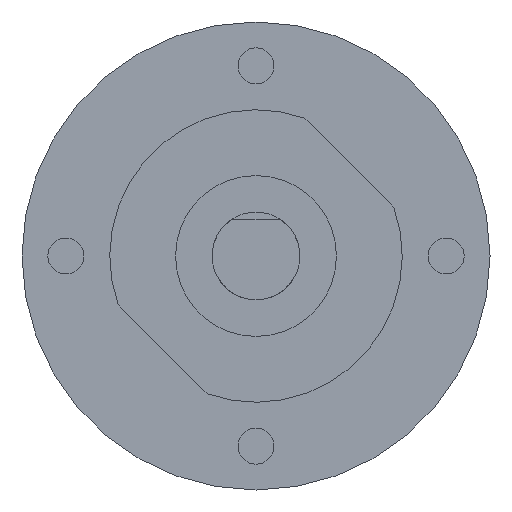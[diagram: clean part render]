
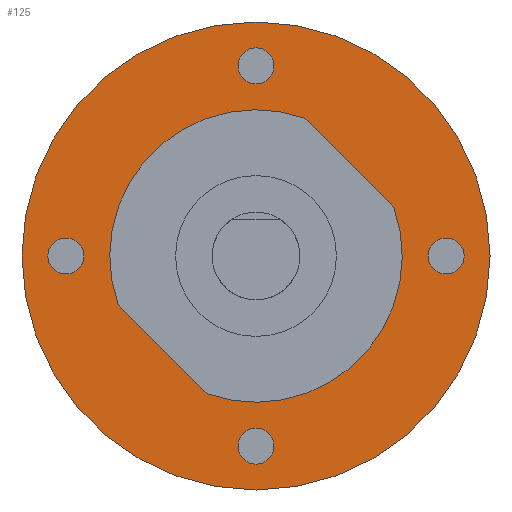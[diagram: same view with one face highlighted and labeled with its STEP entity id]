
A CAD part, front view. The second image highlights one B-rep face of the part: STEP entity #125.
In plain terms, the highlighted planar face has unit normal (0, -1, 0).
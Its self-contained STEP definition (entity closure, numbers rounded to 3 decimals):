
#125 = ADVANCED_FACE( '', ( #271, #272, #273, #274, #275, #276 ), #277, .F. );
#271 = FACE_BOUND( '', #434, .T. );
#272 = FACE_BOUND( '', #435, .T. );
#273 = FACE_BOUND( '', #436, .T. );
#274 = FACE_BOUND( '', #437, .T. );
#275 = FACE_OUTER_BOUND( '', #438, .T. );
#276 = FACE_BOUND( '', #439, .T. );
#277 = PLANE( '', #440 );
#434 = EDGE_LOOP( '', ( #686 ) );
#435 = EDGE_LOOP( '', ( #687 ) );
#436 = EDGE_LOOP( '', ( #688 ) );
#437 = EDGE_LOOP( '', ( #689 ) );
#438 = EDGE_LOOP( '', ( #690 ) );
#439 = EDGE_LOOP( '', ( #691, #692, #693, #694 ) );
#440 = AXIS2_PLACEMENT_3D( '', #695, #696, #697 );
#686 = ORIENTED_EDGE( '', *, *, #853, .T. );
#687 = ORIENTED_EDGE( '', *, *, #878, .T. );
#688 = ORIENTED_EDGE( '', *, *, #879, .T. );
#689 = ORIENTED_EDGE( '', *, *, #861, .T. );
#690 = ORIENTED_EDGE( '', *, *, #830, .F. );
#691 = ORIENTED_EDGE( '', *, *, #880, .T. );
#692 = ORIENTED_EDGE( '', *, *, #881, .T. );
#693 = ORIENTED_EDGE( '', *, *, #847, .T. );
#694 = ORIENTED_EDGE( '', *, *, #844, .T. );
#695 = CARTESIAN_POINT( '', ( 0., 0., -16. ) );
#696 = DIRECTION( '', ( 0., 1., 0. ) );
#697 = DIRECTION( '', ( 0., 0., 1. ) );
#830 = EDGE_CURVE( '', #962, #962, #963, .T. );
#844 = EDGE_CURVE( '', #985, #983, #986, .T. );
#847 = EDGE_CURVE( '', #989, #985, #990, .T. );
#853 = EDGE_CURVE( '', #998, #998, #999, .T. );
#861 = EDGE_CURVE( '', #1010, #1010, #1011, .T. );
#878 = EDGE_CURVE( '', #1033, #1033, #1034, .T. );
#879 = EDGE_CURVE( '', #1035, #1035, #1036, .T. );
#880 = EDGE_CURVE( '', #983, #1037, #1038, .T. );
#881 = EDGE_CURVE( '', #1037, #989, #1039, .T. );
#962 = VERTEX_POINT( '', #1135 );
#963 = CIRCLE( '', #1136, 16. );
#983 = VERTEX_POINT( '', #1163 );
#985 = VERTEX_POINT( '', #1166 );
#986 = LINE( '', #1167, #1168 );
#989 = VERTEX_POINT( '', #1172 );
#990 = CIRCLE( '', #1173, 10. );
#998 = VERTEX_POINT( '', #1182 );
#999 = CIRCLE( '', #1183, 1.23 );
#1010 = VERTEX_POINT( '', #1194 );
#1011 = CIRCLE( '', #1195, 1.23 );
#1033 = VERTEX_POINT( '', #1223 );
#1034 = CIRCLE( '', #1224, 1.23 );
#1035 = VERTEX_POINT( '', #1225 );
#1036 = CIRCLE( '', #1226, 1.23 );
#1037 = VERTEX_POINT( '', #1227 );
#1038 = CIRCLE( '', #1228, 10. );
#1039 = LINE( '', #1229, #1230 );
#1135 = CARTESIAN_POINT( '', ( 0., 0., 16. ) );
#1136 = AXIS2_PLACEMENT_3D( '', #1311, #1312, #1313 );
#1163 = CARTESIAN_POINT( '', ( -9.446, 0., -3.282 ) );
#1166 = CARTESIAN_POINT( '', ( -3.282, 0., -9.446 ) );
#1167 = CARTESIAN_POINT( '', ( -3.282, 0., -9.446 ) );
#1168 = VECTOR( '', #1325, 1000. );
#1172 = CARTESIAN_POINT( '', ( 9.446, 0., 3.282 ) );
#1173 = AXIS2_PLACEMENT_3D( '', #1327, #1328, #1329 );
#1182 = CARTESIAN_POINT( '', ( 0., 0., -11.771 ) );
#1183 = AXIS2_PLACEMENT_3D( '', #1337, #1338, #1339 );
#1194 = CARTESIAN_POINT( '', ( -13., 0., 1.23 ) );
#1195 = AXIS2_PLACEMENT_3D( '', #1349, #1350, #1351 );
#1223 = CARTESIAN_POINT( '', ( 13., 0., 1.23 ) );
#1224 = AXIS2_PLACEMENT_3D( '', #1367, #1368, #1369 );
#1225 = CARTESIAN_POINT( '', ( 0., 0., 14.23 ) );
#1226 = AXIS2_PLACEMENT_3D( '', #1370, #1371, #1372 );
#1227 = CARTESIAN_POINT( '', ( 3.282, 0., 9.446 ) );
#1228 = AXIS2_PLACEMENT_3D( '', #1373, #1374, #1375 );
#1229 = CARTESIAN_POINT( '', ( 3.282, 0., 9.446 ) );
#1230 = VECTOR( '', #1376, 1000. );
#1311 = CARTESIAN_POINT( '', ( 0., 0., 0. ) );
#1312 = DIRECTION( '', ( 0., 1., 0. ) );
#1313 = DIRECTION( '', ( 0., 0., 1. ) );
#1325 = DIRECTION( '', ( -0.707, 0., 0.707 ) );
#1327 = CARTESIAN_POINT( '', ( 0., 0., 0. ) );
#1328 = DIRECTION( '', ( 0., 1., 0. ) );
#1329 = DIRECTION( '', ( 0., 0., 1. ) );
#1337 = CARTESIAN_POINT( '', ( 0., 0., -13. ) );
#1338 = DIRECTION( '', ( 0., 1., 0. ) );
#1339 = DIRECTION( '', ( 0., 0., 1. ) );
#1349 = CARTESIAN_POINT( '', ( -13., 0., 0. ) );
#1350 = DIRECTION( '', ( 0., 1., 0. ) );
#1351 = DIRECTION( '', ( 0., 0., 1. ) );
#1367 = CARTESIAN_POINT( '', ( 13., 0., 0. ) );
#1368 = DIRECTION( '', ( 0., 1., 0. ) );
#1369 = DIRECTION( '', ( 0., 0., 1. ) );
#1370 = CARTESIAN_POINT( '', ( 0., 0., 13. ) );
#1371 = DIRECTION( '', ( 0., 1., 0. ) );
#1372 = DIRECTION( '', ( 0., 0., 1. ) );
#1373 = CARTESIAN_POINT( '', ( 0., 0., 0. ) );
#1374 = DIRECTION( '', ( 0., 1., 0. ) );
#1375 = DIRECTION( '', ( 0., 0., 1. ) );
#1376 = DIRECTION( '', ( 0.707, 0., -0.707 ) );
